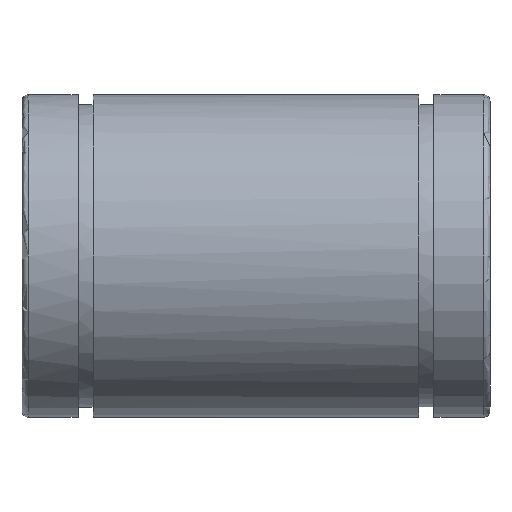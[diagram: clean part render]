
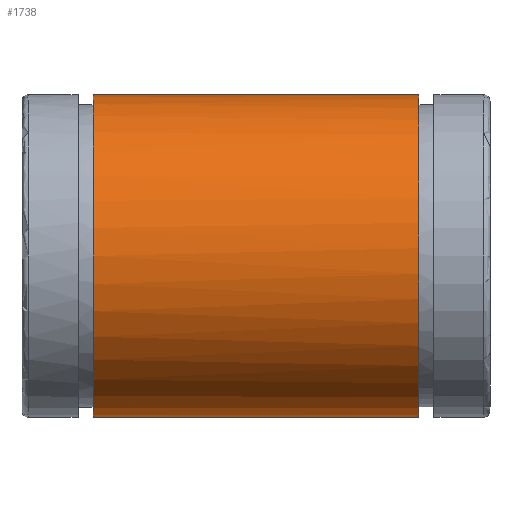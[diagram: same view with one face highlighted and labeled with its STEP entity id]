
A CAD part, front view. The second image highlights one B-rep face of the part: STEP entity #1738.
In plain terms, the highlighted cylindrical face has radius 20 mm (diameter 40 mm), a partial arc.
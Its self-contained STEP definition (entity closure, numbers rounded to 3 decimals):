
#1718=AXIS2_PLACEMENT_3D('Cylinder Axis2P3D',#1715,#1716,#1717) ;
#1729=AXIS2_PLACEMENT_3D('Circle Axis2P3D',#1727,#1728,$) ;
#487=CARTESIAN_POINT('Vertex',(49.2,0.,20.)) ;
#491=CARTESIAN_POINT('Control Point',(49.2,0.,-20.)) ;
#492=CARTESIAN_POINT('Control Point',(49.2,-1.972,-20.)) ;
#493=CARTESIAN_POINT('Control Point',(49.2,-3.943,-19.757)) ;
#494=CARTESIAN_POINT('Control Point',(49.2,-5.876,-19.271)) ;
#495=CARTESIAN_POINT('Control Point',(49.2,-9.58,-17.833)) ;
#496=CARTESIAN_POINT('Control Point',(49.2,-12.824,-15.539)) ;
#497=CARTESIAN_POINT('Control Point',(49.2,-14.296,-14.196)) ;
#498=CARTESIAN_POINT('Control Point',(49.2,-16.878,-11.176)) ;
#499=CARTESIAN_POINT('Control Point',(49.2,-18.65,-7.62)) ;
#500=CARTESIAN_POINT('Control Point',(49.2,-19.311,-5.741)) ;
#501=CARTESIAN_POINT('Control Point',(49.2,-20.157,-1.859)) ;
#502=CARTESIAN_POINT('Control Point',(49.2,-20.036,2.113)) ;
#503=CARTESIAN_POINT('Control Point',(49.2,-19.729,4.081)) ;
#504=CARTESIAN_POINT('Control Point',(49.2,-18.637,7.902)) ;
#505=CARTESIAN_POINT('Control Point',(49.2,-16.65,11.343)) ;
#506=CARTESIAN_POINT('Control Point',(49.2,-15.449,12.932)) ;
#507=CARTESIAN_POINT('Control Point',(49.2,-12.679,15.781)) ;
#508=CARTESIAN_POINT('Control Point',(49.2,-9.3,17.872)) ;
#509=CARTESIAN_POINT('Control Point',(49.2,-7.49,18.703)) ;
#510=CARTESIAN_POINT('Control Point',(49.2,-4.889,19.526)) ;
#511=CARTESIAN_POINT('Control Point',(49.2,-2.205,19.899)) ;
#512=CARTESIAN_POINT('Control Point',(49.2,-1.471,19.966)) ;
#513=CARTESIAN_POINT('Control Point',(49.2,-0.736,20.)) ;
#514=CARTESIAN_POINT('Control Point',(49.2,0.,20.)) ;
#515=CARTESIAN_POINT('Vertex',(49.2,0.,-20.)) ;
#1699=CARTESIAN_POINT('Vertex',(8.8,0.,20.)) ;
#1702=CARTESIAN_POINT('Line Origine',(29.,0.,20.)) ;
#1715=CARTESIAN_POINT('Axis2P3D Location',(29.,0.,0.)) ;
#1720=CARTESIAN_POINT('Line Origine',(29.,0.,-20.)) ;
#1724=CARTESIAN_POINT('Vertex',(8.8,0.,-20.)) ;
#1727=CARTESIAN_POINT('Axis2P3D Location',(8.8,0.,0.)) ;
#1703=DIRECTION('Vector Direction',(1.,0.,0.)) ;
#1716=DIRECTION('Axis2P3D Direction',(1.,0.,0.)) ;
#1717=DIRECTION('Axis2P3D XDirection',(0.,0.,1.)) ;
#1721=DIRECTION('Vector Direction',(1.,0.,0.)) ;
#1728=DIRECTION('Axis2P3D Direction',(1.,0.,0.)) ;
#1704=VECTOR('Line Direction',#1703,1.) ;
#1722=VECTOR('Line Direction',#1721,1.) ;
#1733=ORIENTED_EDGE('',*,*,#1726,.T.) ;
#1734=ORIENTED_EDGE('',*,*,#517,.T.) ;
#1735=ORIENTED_EDGE('',*,*,#1706,.T.) ;
#1736=ORIENTED_EDGE('',*,*,#1731,.T.) ;
#1738=ADVANCED_FACE('',(#1737),#1719,.T.) ;
#490=B_SPLINE_CURVE_WITH_KNOTS('',5,(#491,#492,#493,#494,#495,#496,#497,#498,#499,#500,#501,#502,#503,#504,#505,#506,#507,#508,#509,#510,#511,#512,#513,#514),.UNSPECIFIED.,.F.,.U.,(6,3,3,3,3,3,3,6),(0.,13.976,27.952,41.928,55.904,69.88,83.856,89.07),.UNSPECIFIED.) ;
#1730=CIRCLE('generated circle',#1729,20.) ;
#1719=CYLINDRICAL_SURFACE('generated cylinder',#1718,20.) ;
#517=EDGE_CURVE('',#516,#488,#490,.T.) ;
#1706=EDGE_CURVE('',#488,#1700,#1705,.F.) ;
#1726=EDGE_CURVE('',#1725,#516,#1723,.T.) ;
#1731=EDGE_CURVE('',#1700,#1725,#1730,.T.) ;
#1732=EDGE_LOOP('',(#1733,#1734,#1735,#1736)) ;
#1737=FACE_OUTER_BOUND('',#1732,.T.) ;
#1705=LINE('Line',#1702,#1704) ;
#1723=LINE('Line',#1720,#1722) ;
#488=VERTEX_POINT('',#487) ;
#516=VERTEX_POINT('',#515) ;
#1700=VERTEX_POINT('',#1699) ;
#1725=VERTEX_POINT('',#1724) ;
